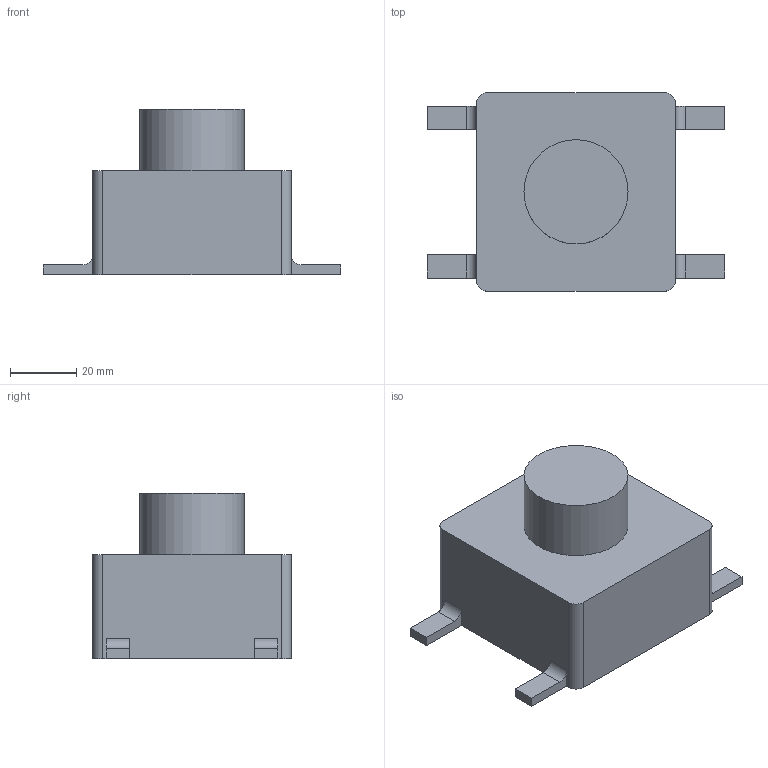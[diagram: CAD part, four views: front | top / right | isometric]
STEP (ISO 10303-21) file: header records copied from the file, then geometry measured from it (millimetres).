
FILE_DESCRIPTION(/* description */ (''),/* implementation_level */ '2;1');
FILE_NAME(/* name */ 'KiCAD push button 6mm color.step',/* time_stamp */ '2025-11-15T19:12:36+02:00',/* author */ (''),/* organization */ (''),/* preprocessor_version */ 'ST-DEVELOPER v20.1',/* originating_system */ 'Autodesk Translation Framework v14.10.0.0',/* authorisation */ '');
FILE_SCHEMA (('AUTOMOTIVE_DESIGN { 1 0 10303 214 3 1 1 }'));
Length unit declared in the file: millimetre
Products named in the file (1): 2025-11-15-18-43-14-110
Bounding box: 90 x 60 x 50 mm (x, y, z)
Volume: 128888 mm3; surface area: 17592.5 mm2
Topology: 1 solids, 1 shells, 32 faces, 87 edges, 58 vertices
Faces by surface type: plane 23, cylinder 9
Full cylindrical faces by diameter (mm): 31.5 x1
Entity records: 1071 total; most frequent: CARTESIAN_POINT 178, ORIENTED_EDGE 174, DIRECTION 171, EDGE_CURVE 87, LINE 69, VECTOR 69, VERTEX_POINT 58, AXIS2_PLACEMENT_3D 51
